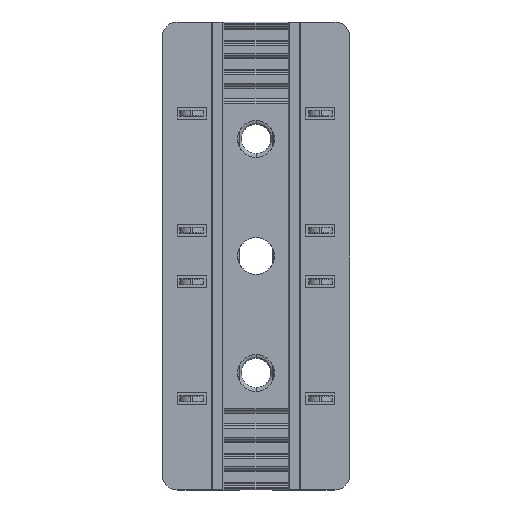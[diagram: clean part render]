
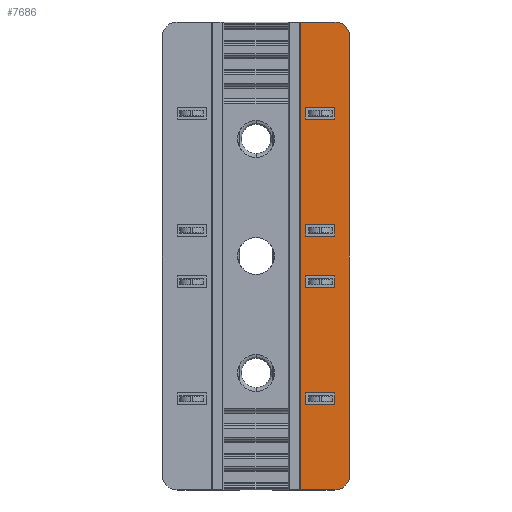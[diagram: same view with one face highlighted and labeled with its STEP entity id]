
A CAD part, left-side view. The second image highlights one B-rep face of the part: STEP entity #7686.
In plain terms, the highlighted planar face has unit normal (-1, 0, 0).
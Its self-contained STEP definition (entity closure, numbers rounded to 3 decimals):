
#7462=AXIS2_PLACEMENT_3D('Circle Axis2P3D',#7460,#7461,$) ;
#7507=AXIS2_PLACEMENT_3D('Plane Axis2P3D',#7504,#7505,#7506) ;
#7511=AXIS2_PLACEMENT_3D('Circle Axis2P3D',#7509,#7510,$) ;
#7460=CARTESIAN_POINT('Axis2P3D Location',(0.3,-13.5,37.5)) ;
#7464=CARTESIAN_POINT('Vertex',(0.3,-13.5,40.)) ;
#7466=CARTESIAN_POINT('Vertex',(0.3,-15.9,38.2)) ;
#7504=CARTESIAN_POINT('Axis2P3D Location',(0.3,-16.,-40.)) ;
#7509=CARTESIAN_POINT('Axis2P3D Location',(0.3,-13.5,-37.5)) ;
#7513=CARTESIAN_POINT('Vertex',(0.3,-15.9,-38.2)) ;
#7515=CARTESIAN_POINT('Vertex',(0.3,-13.5,-40.)) ;
#7518=CARTESIAN_POINT('Line Origine',(0.3,-15.9,0.)) ;
#7523=CARTESIAN_POINT('Line Origine',(0.3,-10.55,40.)) ;
#7527=CARTESIAN_POINT('Vertex',(0.3,-7.6,40.)) ;
#7530=CARTESIAN_POINT('Line Origine',(0.3,-7.6,0.)) ;
#7534=CARTESIAN_POINT('Vertex',(0.3,-7.6,-40.)) ;
#7537=CARTESIAN_POINT('Line Origine',(0.3,-10.55,-40.)) ;
#7550=CARTESIAN_POINT('Line Origine',(0.3,-11.,23.4)) ;
#7554=CARTESIAN_POINT('Vertex',(0.3,-13.5,23.4)) ;
#7556=CARTESIAN_POINT('Vertex',(0.3,-8.5,23.4)) ;
#7559=CARTESIAN_POINT('Line Origine',(0.3,-8.5,24.4)) ;
#7563=CARTESIAN_POINT('Vertex',(0.3,-8.5,25.4)) ;
#7566=CARTESIAN_POINT('Line Origine',(0.3,-11.,25.4)) ;
#7570=CARTESIAN_POINT('Vertex',(0.3,-13.5,25.4)) ;
#7573=CARTESIAN_POINT('Line Origine',(0.3,-13.5,24.4)) ;
#7584=CARTESIAN_POINT('Line Origine',(0.3,-11.,-25.4)) ;
#7588=CARTESIAN_POINT('Vertex',(0.3,-13.5,-25.4)) ;
#7590=CARTESIAN_POINT('Vertex',(0.3,-8.5,-25.4)) ;
#7593=CARTESIAN_POINT('Line Origine',(0.3,-8.5,-24.4)) ;
#7597=CARTESIAN_POINT('Vertex',(0.3,-8.5,-23.4)) ;
#7600=CARTESIAN_POINT('Line Origine',(0.3,-11.,-23.4)) ;
#7604=CARTESIAN_POINT('Vertex',(0.3,-13.5,-23.4)) ;
#7607=CARTESIAN_POINT('Line Origine',(0.3,-13.5,-24.4)) ;
#7618=CARTESIAN_POINT('Line Origine',(0.3,-11.,3.4)) ;
#7622=CARTESIAN_POINT('Vertex',(0.3,-13.5,3.4)) ;
#7624=CARTESIAN_POINT('Vertex',(0.3,-8.5,3.4)) ;
#7627=CARTESIAN_POINT('Line Origine',(0.3,-8.5,4.4)) ;
#7631=CARTESIAN_POINT('Vertex',(0.3,-8.5,5.4)) ;
#7634=CARTESIAN_POINT('Line Origine',(0.3,-11.,5.4)) ;
#7638=CARTESIAN_POINT('Vertex',(0.3,-13.5,5.4)) ;
#7641=CARTESIAN_POINT('Line Origine',(0.3,-13.5,4.4)) ;
#7652=CARTESIAN_POINT('Line Origine',(0.3,-11.,-5.4)) ;
#7656=CARTESIAN_POINT('Vertex',(0.3,-13.5,-5.4)) ;
#7658=CARTESIAN_POINT('Vertex',(0.3,-8.5,-5.4)) ;
#7661=CARTESIAN_POINT('Line Origine',(0.3,-8.5,-4.4)) ;
#7665=CARTESIAN_POINT('Vertex',(0.3,-8.5,-3.4)) ;
#7668=CARTESIAN_POINT('Line Origine',(0.3,-11.,-3.4)) ;
#7672=CARTESIAN_POINT('Vertex',(0.3,-13.5,-3.4)) ;
#7675=CARTESIAN_POINT('Line Origine',(0.3,-13.5,-4.4)) ;
#7461=DIRECTION('Axis2P3D Direction',(-1.,0.,0.)) ;
#7505=DIRECTION('Axis2P3D Direction',(1.,0.,0.)) ;
#7506=DIRECTION('Axis2P3D XDirection',(0.,0.,-1.)) ;
#7510=DIRECTION('Axis2P3D Direction',(1.,0.,0.)) ;
#7519=DIRECTION('Vector Direction',(0.,0.,-1.)) ;
#7524=DIRECTION('Vector Direction',(0.,1.,0.)) ;
#7531=DIRECTION('Vector Direction',(0.,0.,1.)) ;
#7538=DIRECTION('Vector Direction',(0.,-1.,0.)) ;
#7551=DIRECTION('Vector Direction',(0.,1.,0.)) ;
#7560=DIRECTION('Vector Direction',(0.,0.,1.)) ;
#7567=DIRECTION('Vector Direction',(0.,-1.,0.)) ;
#7574=DIRECTION('Vector Direction',(0.,0.,-1.)) ;
#7585=DIRECTION('Vector Direction',(0.,1.,0.)) ;
#7594=DIRECTION('Vector Direction',(0.,0.,1.)) ;
#7601=DIRECTION('Vector Direction',(0.,-1.,0.)) ;
#7608=DIRECTION('Vector Direction',(0.,0.,-1.)) ;
#7619=DIRECTION('Vector Direction',(0.,1.,0.)) ;
#7628=DIRECTION('Vector Direction',(0.,0.,1.)) ;
#7635=DIRECTION('Vector Direction',(0.,-1.,0.)) ;
#7642=DIRECTION('Vector Direction',(0.,0.,-1.)) ;
#7653=DIRECTION('Vector Direction',(0.,1.,0.)) ;
#7662=DIRECTION('Vector Direction',(0.,0.,1.)) ;
#7669=DIRECTION('Vector Direction',(0.,-1.,0.)) ;
#7676=DIRECTION('Vector Direction',(0.,0.,-1.)) ;
#7520=VECTOR('Line Direction',#7519,1.) ;
#7525=VECTOR('Line Direction',#7524,1.) ;
#7532=VECTOR('Line Direction',#7531,1.) ;
#7539=VECTOR('Line Direction',#7538,1.) ;
#7552=VECTOR('Line Direction',#7551,1.) ;
#7561=VECTOR('Line Direction',#7560,1.) ;
#7568=VECTOR('Line Direction',#7567,1.) ;
#7575=VECTOR('Line Direction',#7574,1.) ;
#7586=VECTOR('Line Direction',#7585,1.) ;
#7595=VECTOR('Line Direction',#7594,1.) ;
#7602=VECTOR('Line Direction',#7601,1.) ;
#7609=VECTOR('Line Direction',#7608,1.) ;
#7620=VECTOR('Line Direction',#7619,1.) ;
#7629=VECTOR('Line Direction',#7628,1.) ;
#7636=VECTOR('Line Direction',#7635,1.) ;
#7643=VECTOR('Line Direction',#7642,1.) ;
#7654=VECTOR('Line Direction',#7653,1.) ;
#7663=VECTOR('Line Direction',#7662,1.) ;
#7670=VECTOR('Line Direction',#7669,1.) ;
#7677=VECTOR('Line Direction',#7676,1.) ;
#7543=ORIENTED_EDGE('',*,*,#7517,.F.) ;
#7544=ORIENTED_EDGE('',*,*,#7522,.F.) ;
#7545=ORIENTED_EDGE('',*,*,#7468,.F.) ;
#7546=ORIENTED_EDGE('',*,*,#7529,.T.) ;
#7547=ORIENTED_EDGE('',*,*,#7536,.F.) ;
#7548=ORIENTED_EDGE('',*,*,#7541,.T.) ;
#7579=ORIENTED_EDGE('',*,*,#7558,.T.) ;
#7580=ORIENTED_EDGE('',*,*,#7565,.T.) ;
#7581=ORIENTED_EDGE('',*,*,#7572,.T.) ;
#7582=ORIENTED_EDGE('',*,*,#7577,.T.) ;
#7613=ORIENTED_EDGE('',*,*,#7592,.T.) ;
#7614=ORIENTED_EDGE('',*,*,#7599,.T.) ;
#7615=ORIENTED_EDGE('',*,*,#7606,.T.) ;
#7616=ORIENTED_EDGE('',*,*,#7611,.T.) ;
#7647=ORIENTED_EDGE('',*,*,#7626,.T.) ;
#7648=ORIENTED_EDGE('',*,*,#7633,.T.) ;
#7649=ORIENTED_EDGE('',*,*,#7640,.T.) ;
#7650=ORIENTED_EDGE('',*,*,#7645,.T.) ;
#7681=ORIENTED_EDGE('',*,*,#7660,.T.) ;
#7682=ORIENTED_EDGE('',*,*,#7667,.T.) ;
#7683=ORIENTED_EDGE('',*,*,#7674,.T.) ;
#7684=ORIENTED_EDGE('',*,*,#7679,.T.) ;
#7583=FACE_BOUND('',#7578,.T.) ;
#7617=FACE_BOUND('',#7612,.T.) ;
#7651=FACE_BOUND('',#7646,.T.) ;
#7685=FACE_BOUND('',#7680,.T.) ;
#7686=ADVANCED_FACE('Imported1',(#7549,#7583,#7617,#7651,#7685),#7508,.F.) ;
#7463=CIRCLE('generated circle',#7462,2.5) ;
#7512=CIRCLE('generated circle',#7511,2.5) ;
#7468=EDGE_CURVE('',#7465,#7467,#7463,.F.) ;
#7517=EDGE_CURVE('',#7514,#7516,#7512,.T.) ;
#7522=EDGE_CURVE('',#7467,#7514,#7521,.T.) ;
#7529=EDGE_CURVE('',#7465,#7528,#7526,.T.) ;
#7536=EDGE_CURVE('',#7535,#7528,#7533,.T.) ;
#7541=EDGE_CURVE('',#7535,#7516,#7540,.T.) ;
#7558=EDGE_CURVE('',#7555,#7557,#7553,.T.) ;
#7565=EDGE_CURVE('',#7557,#7564,#7562,.T.) ;
#7572=EDGE_CURVE('',#7564,#7571,#7569,.T.) ;
#7577=EDGE_CURVE('',#7571,#7555,#7576,.T.) ;
#7592=EDGE_CURVE('',#7589,#7591,#7587,.T.) ;
#7599=EDGE_CURVE('',#7591,#7598,#7596,.T.) ;
#7606=EDGE_CURVE('',#7598,#7605,#7603,.T.) ;
#7611=EDGE_CURVE('',#7605,#7589,#7610,.T.) ;
#7626=EDGE_CURVE('',#7623,#7625,#7621,.T.) ;
#7633=EDGE_CURVE('',#7625,#7632,#7630,.T.) ;
#7640=EDGE_CURVE('',#7632,#7639,#7637,.T.) ;
#7645=EDGE_CURVE('',#7639,#7623,#7644,.T.) ;
#7660=EDGE_CURVE('',#7657,#7659,#7655,.T.) ;
#7667=EDGE_CURVE('',#7659,#7666,#7664,.T.) ;
#7674=EDGE_CURVE('',#7666,#7673,#7671,.T.) ;
#7679=EDGE_CURVE('',#7673,#7657,#7678,.T.) ;
#7542=EDGE_LOOP('',(#7543,#7544,#7545,#7546,#7547,#7548)) ;
#7578=EDGE_LOOP('',(#7579,#7580,#7581,#7582)) ;
#7612=EDGE_LOOP('',(#7613,#7614,#7615,#7616)) ;
#7646=EDGE_LOOP('',(#7647,#7648,#7649,#7650)) ;
#7680=EDGE_LOOP('',(#7681,#7682,#7683,#7684)) ;
#7549=FACE_OUTER_BOUND('',#7542,.T.) ;
#7521=LINE('Line',#7518,#7520) ;
#7526=LINE('Line',#7523,#7525) ;
#7533=LINE('Line',#7530,#7532) ;
#7540=LINE('Line',#7537,#7539) ;
#7553=LINE('Line',#7550,#7552) ;
#7562=LINE('Line',#7559,#7561) ;
#7569=LINE('Line',#7566,#7568) ;
#7576=LINE('Line',#7573,#7575) ;
#7587=LINE('Line',#7584,#7586) ;
#7596=LINE('Line',#7593,#7595) ;
#7603=LINE('Line',#7600,#7602) ;
#7610=LINE('Line',#7607,#7609) ;
#7621=LINE('Line',#7618,#7620) ;
#7630=LINE('Line',#7627,#7629) ;
#7637=LINE('Line',#7634,#7636) ;
#7644=LINE('Line',#7641,#7643) ;
#7655=LINE('Line',#7652,#7654) ;
#7664=LINE('Line',#7661,#7663) ;
#7671=LINE('Line',#7668,#7670) ;
#7678=LINE('Line',#7675,#7677) ;
#7508=PLANE('',#7507) ;
#7465=VERTEX_POINT('',#7464) ;
#7467=VERTEX_POINT('',#7466) ;
#7514=VERTEX_POINT('',#7513) ;
#7516=VERTEX_POINT('',#7515) ;
#7528=VERTEX_POINT('',#7527) ;
#7535=VERTEX_POINT('',#7534) ;
#7555=VERTEX_POINT('',#7554) ;
#7557=VERTEX_POINT('',#7556) ;
#7564=VERTEX_POINT('',#7563) ;
#7571=VERTEX_POINT('',#7570) ;
#7589=VERTEX_POINT('',#7588) ;
#7591=VERTEX_POINT('',#7590) ;
#7598=VERTEX_POINT('',#7597) ;
#7605=VERTEX_POINT('',#7604) ;
#7623=VERTEX_POINT('',#7622) ;
#7625=VERTEX_POINT('',#7624) ;
#7632=VERTEX_POINT('',#7631) ;
#7639=VERTEX_POINT('',#7638) ;
#7657=VERTEX_POINT('',#7656) ;
#7659=VERTEX_POINT('',#7658) ;
#7666=VERTEX_POINT('',#7665) ;
#7673=VERTEX_POINT('',#7672) ;
